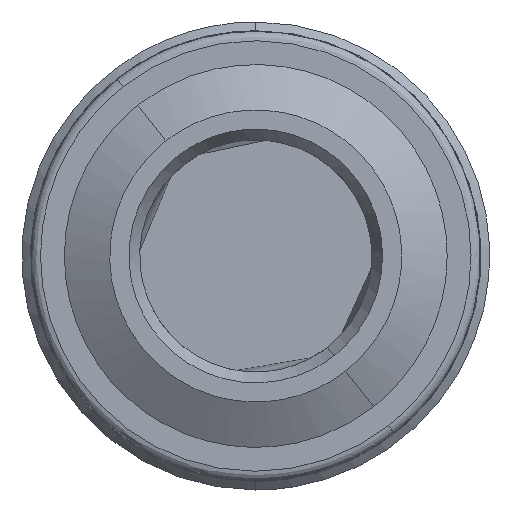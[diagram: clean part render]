
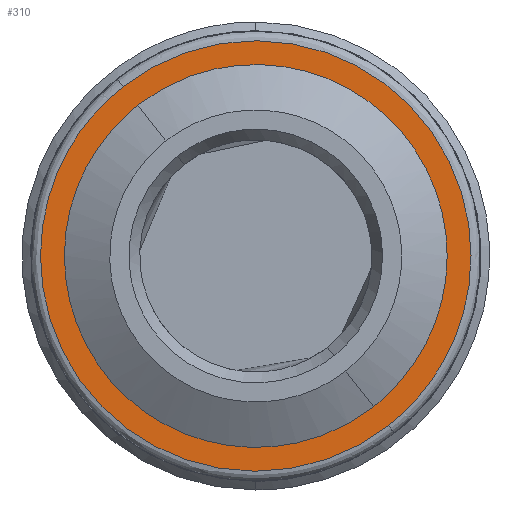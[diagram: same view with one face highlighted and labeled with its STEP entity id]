
A CAD part, front view. The second image highlights one B-rep face of the part: STEP entity #310.
In plain terms, the highlighted free-form (B-spline) face has degree [1, 1] with [2, 2] control points.
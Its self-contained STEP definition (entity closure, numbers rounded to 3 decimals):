
#8 = CARTESIAN_POINT ( 'NONE',  ( 3.151, -3.9, -4.026 ) ) ;
#54 = CARTESIAN_POINT ( 'NONE',  ( -3.612, -3.9, -3.679 ) ) ;
#85 = VERTEX_POINT ( 'NONE', #2856 ) ;
#90 = CARTESIAN_POINT ( 'NONE',  ( 5.105, -3.9, 0.723 ) ) ;
#101 = CARTESIAN_POINT ( 'NONE',  ( 3.612, -3.9, 3.679 ) ) ;
#135 = CARTESIAN_POINT ( 'NONE',  ( -5.513, -3.9, -11.615 ) ) ;
#139 = B_SPLINE_CURVE_WITH_KNOTS ( 'NONE', 3,
 ( #650, #691, #1245, #2776, #663, #960, #3380, #3673, #54, #2478, #3436, #3413, #3401, #999, #1609, #2216, #2832, #3453 ),
 .UNSPECIFIED., .F., .F.,
 ( 4, 2, 2, 2, 2, 2, 2, 2, 4 ),
 ( 0., 0.393, 0.785, 1.178, 1.571, 1.963, 2.356, 2.749, 3.142 ),
 .UNSPECIFIED. ) ;
#227 = EDGE_CURVE ( 'NONE', #606, #3425, #139, .T. ) ;
#270 = CARTESIAN_POINT ( 'NONE',  ( -0.997, -3.9, -8.169 ) ) ;
#310 = ADVANCED_FACE ( 'NONE', ( #1485, #1064 ), #3033, .T. ) ;
#330 = ORIENTED_EDGE ( 'NONE', *, *, #2710, .F. ) ;
#378 = CARTESIAN_POINT ( 'NONE',  ( -0.723, -3.9, 5.105 ) ) ;
#402 = CARTESIAN_POINT ( 'NONE',  ( 4.746, -3.9, 2.017 ) ) ;
#418 = ORIENTED_EDGE ( 'NONE', *, *, #637, .T. ) ;
#431 = CARTESIAN_POINT ( 'NONE',  ( -12.6, -3.9, -2.559 ) ) ;
#490 = B_SPLINE_CURVE_WITH_KNOTS ( 'NONE', 3,
 ( #2810, #2179, #975, #378, #682, #1616, #2195, #1296, #101, #713, #402, #90, #1003, #1009, #3419, #3430, #2486, #2501 ),
 .UNSPECIFIED., .F., .F.,
 ( 4, 2, 2, 2, 2, 2, 2, 2, 4 ),
 ( 0., 0.393, 0.785, 1.178, 1.571, 1.963, 2.356, 2.749, 3.142 ),
 .UNSPECIFIED. ) ;
#606 = VERTEX_POINT ( 'NONE', #8 ) ;
#637 = EDGE_CURVE ( 'NONE', #3425, #606, #490, .T. ) ;
#650 = CARTESIAN_POINT ( 'NONE',  ( 3.151, -3.9, -4.026 ) ) ;
#663 = CARTESIAN_POINT ( 'NONE',  ( 0.047, -3.9, -5.156 ) ) ;
#682 = CARTESIAN_POINT ( 'NONE',  ( -0.047, -3.9, 5.156 ) ) ;
#691 = CARTESIAN_POINT ( 'NONE',  ( 2.622, -3.9, -4.44 ) ) ;
#713 = CARTESIAN_POINT ( 'NONE',  ( 4.44, -3.9, 2.622 ) ) ;
#753 = EDGE_LOOP ( 'NONE', ( #3592, #418 ) ) ;
#831 = CARTESIAN_POINT ( 'NONE',  ( -3.151, -3.9, 4.026 ) ) ;
#946 =( BOUNDED_CURVE ( )  B_SPLINE_CURVE ( 3, ( #1031, #135, #431, #2537 ),
 .UNSPECIFIED., .F., .T. ) 
 B_SPLINE_CURVE_WITH_KNOTS ( ( 4, 4 ),
 ( 0., 3.142 ),
 .UNSPECIFIED. ) 
 CURVE ( )  GEOMETRIC_REPRESENTATION_ITEM ( )  RATIONAL_B_SPLINE_CURVE ( ( 0.957, 0.319, 0.319, 0.957 ) ) 
 REPRESENTATION_ITEM ( '' )  );
#960 = CARTESIAN_POINT ( 'NONE',  ( -1.286, -3.9, -4.994 ) ) ;
#975 = CARTESIAN_POINT ( 'NONE',  ( -2.017, -3.9, 4.746 ) ) ;
#999 = CARTESIAN_POINT ( 'NONE',  ( -4.994, -3.9, 1.286 ) ) ;
#1003 = CARTESIAN_POINT ( 'NONE',  ( 5.156, -3.9, 0.047 ) ) ;
#1009 = CARTESIAN_POINT ( 'NONE',  ( 4.994, -3.9, -1.286 ) ) ;
#1031 = CARTESIAN_POINT ( 'NONE',  ( 3.544, -3.9, -4.528 ) ) ;
#1053 = CARTESIAN_POINT ( 'NONE',  ( 12.6, -3.9, 2.559 ) ) ;
#1064 = FACE_OUTER_BOUND ( 'NONE', #1748, .T. ) ;
#1245 = CARTESIAN_POINT ( 'NONE',  ( 2.017, -3.9, -4.746 ) ) ;
#1296 = CARTESIAN_POINT ( 'NONE',  ( 3.099, -3.9, 4.121 ) ) ;
#1485 = FACE_BOUND ( 'NONE', #753, .T. ) ;
#1609 = CARTESIAN_POINT ( 'NONE',  ( -4.782, -3.9, 1.929 ) ) ;
#1616 = CARTESIAN_POINT ( 'NONE',  ( 1.286, -3.9, 4.994 ) ) ;
#1748 = EDGE_LOOP ( 'NONE', ( #2470, #330 ) ) ;
#1870 = VERTEX_POINT ( 'NONE', #2406 ) ;
#2031 = CARTESIAN_POINT ( 'NONE',  ( 8.169, -3.9, -0.997 ) ) ;
#2079 =( BOUNDED_CURVE ( )  B_SPLINE_CURVE ( 3, ( #2284, #2575, #1053, #3229 ),
 .UNSPECIFIED., .F., .F. ) 
 B_SPLINE_CURVE_WITH_KNOTS ( ( 4, 4 ),
 ( 0., 3.142 ),
 .UNSPECIFIED. ) 
 CURVE ( )  GEOMETRIC_REPRESENTATION_ITEM ( )  RATIONAL_B_SPLINE_CURVE ( ( 0.957, 0.319, 0.319, 0.957 ) ) 
 REPRESENTATION_ITEM ( '' )  );
#2179 = CARTESIAN_POINT ( 'NONE',  ( -2.622, -3.9, 4.44 ) ) ;
#2195 = CARTESIAN_POINT ( 'NONE',  ( 1.929, -3.9, 4.782 ) ) ;
#2216 = CARTESIAN_POINT ( 'NONE',  ( -4.121, -3.9, 3.099 ) ) ;
#2284 = CARTESIAN_POINT ( 'NONE',  ( -3.544, -3.9, 4.528 ) ) ;
#2406 = CARTESIAN_POINT ( 'NONE',  ( 3.544, -3.9, -4.528 ) ) ;
#2470 = ORIENTED_EDGE ( 'NONE', *, *, #3151, .F. ) ;
#2478 = CARTESIAN_POINT ( 'NONE',  ( -4.44, -3.9, -2.622 ) ) ;
#2486 = CARTESIAN_POINT ( 'NONE',  ( 3.679, -3.9, -3.612 ) ) ;
#2501 = CARTESIAN_POINT ( 'NONE',  ( 3.151, -3.9, -4.026 ) ) ;
#2537 = CARTESIAN_POINT ( 'NONE',  ( -3.544, -3.9, 4.528 ) ) ;
#2575 = CARTESIAN_POINT ( 'NONE',  ( 5.513, -3.9, 11.615 ) ) ;
#2657 = CARTESIAN_POINT ( 'NONE',  ( 0.997, -3.9, 8.169 ) ) ;
#2710 = EDGE_CURVE ( 'NONE', #85, #1870, #2079, .T. ) ;
#2776 = CARTESIAN_POINT ( 'NONE',  ( 0.723, -3.9, -5.105 ) ) ;
#2810 = CARTESIAN_POINT ( 'NONE',  ( -3.151, -3.9, 4.026 ) ) ;
#2832 = CARTESIAN_POINT ( 'NONE',  ( -3.679, -3.9, 3.612 ) ) ;
#2856 = CARTESIAN_POINT ( 'NONE',  ( -3.544, -3.9, 4.528 ) ) ;
#3033 = B_SPLINE_SURFACE_WITH_KNOTS ( 'NONE', 1, 1, ( 
 ( #2031, #270 ),
 ( #2657, #3275 ) ),
 .UNSPECIFIED., .F., .F., .F.,
 ( 2, 2 ),
 ( 2, 2 ),
 ( 0., 1. ),
 ( 0., 1. ),
 .UNSPECIFIED. ) ;
#3151 = EDGE_CURVE ( 'NONE', #1870, #85, #946, .T. ) ;
#3229 = CARTESIAN_POINT ( 'NONE',  ( 3.544, -3.9, -4.528 ) ) ;
#3275 = CARTESIAN_POINT ( 'NONE',  ( -8.169, -3.9, 0.997 ) ) ;
#3380 = CARTESIAN_POINT ( 'NONE',  ( -1.929, -3.9, -4.782 ) ) ;
#3401 = CARTESIAN_POINT ( 'NONE',  ( -5.156, -3.9, -0.047 ) ) ;
#3413 = CARTESIAN_POINT ( 'NONE',  ( -5.105, -3.9, -0.723 ) ) ;
#3419 = CARTESIAN_POINT ( 'NONE',  ( 4.782, -3.9, -1.929 ) ) ;
#3425 = VERTEX_POINT ( 'NONE', #831 ) ;
#3430 = CARTESIAN_POINT ( 'NONE',  ( 4.121, -3.9, -3.099 ) ) ;
#3436 = CARTESIAN_POINT ( 'NONE',  ( -4.746, -3.9, -2.017 ) ) ;
#3453 = CARTESIAN_POINT ( 'NONE',  ( -3.151, -3.9, 4.026 ) ) ;
#3592 = ORIENTED_EDGE ( 'NONE', *, *, #227, .T. ) ;
#3673 = CARTESIAN_POINT ( 'NONE',  ( -3.099, -3.9, -4.121 ) ) ;
